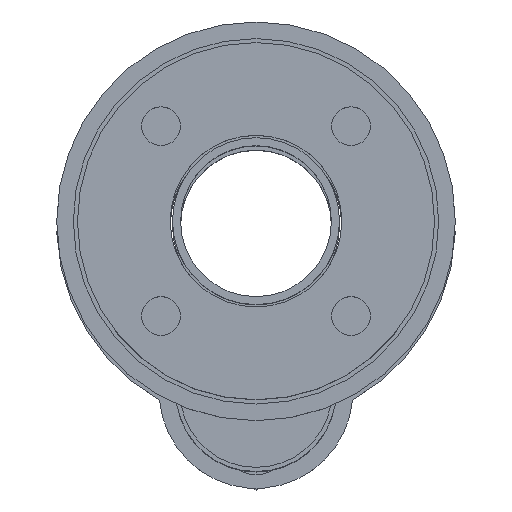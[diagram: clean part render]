
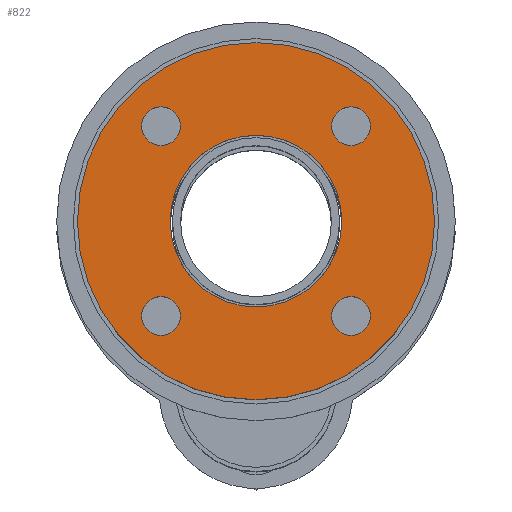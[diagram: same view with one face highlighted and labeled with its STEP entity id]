
A CAD part, top view. The second image highlights one B-rep face of the part: STEP entity #822.
In plain terms, the highlighted planar face has unit normal (0, 0, 1).
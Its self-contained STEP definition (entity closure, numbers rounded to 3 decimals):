
#104=PLANE('',#926);
#158=FACE_BOUND('',#299,.T.);
#159=FACE_BOUND('',#300,.T.);
#160=FACE_BOUND('',#301,.T.);
#161=FACE_BOUND('',#302,.T.);
#162=FACE_BOUND('',#303,.T.);
#208=FACE_OUTER_BOUND('',#298,.T.);
#298=EDGE_LOOP('',(#642));
#299=EDGE_LOOP('',(#643));
#300=EDGE_LOOP('',(#644));
#301=EDGE_LOOP('',(#645));
#302=EDGE_LOOP('',(#646));
#303=EDGE_LOOP('',(#647));
#384=CIRCLE('',#909,31.);
#386=CIRCLE('',#912,7.);
#388=CIRCLE('',#915,7.);
#390=CIRCLE('',#918,7.);
#392=CIRCLE('',#921,7.);
#394=CIRCLE('',#924,64.5);
#444=VERTEX_POINT('',#1322);
#446=VERTEX_POINT('',#1327);
#448=VERTEX_POINT('',#1332);
#450=VERTEX_POINT('',#1337);
#452=VERTEX_POINT('',#1342);
#454=VERTEX_POINT('',#1347);
#520=EDGE_CURVE('',#444,#444,#384,.T.);
#522=EDGE_CURVE('',#446,#446,#386,.T.);
#524=EDGE_CURVE('',#448,#448,#388,.T.);
#526=EDGE_CURVE('',#450,#450,#390,.T.);
#528=EDGE_CURVE('',#452,#452,#392,.T.);
#530=EDGE_CURVE('',#454,#454,#394,.T.);
#642=ORIENTED_EDGE('',*,*,#530,.F.);
#643=ORIENTED_EDGE('',*,*,#520,.T.);
#644=ORIENTED_EDGE('',*,*,#522,.T.);
#645=ORIENTED_EDGE('',*,*,#524,.T.);
#646=ORIENTED_EDGE('',*,*,#526,.T.);
#647=ORIENTED_EDGE('',*,*,#528,.T.);
#822=ADVANCED_FACE('',(#208,#158,#159,#160,#161,#162),#104,.F.);
#909=AXIS2_PLACEMENT_3D('',#1323,#1068,#1069);
#912=AXIS2_PLACEMENT_3D('',#1328,#1074,#1075);
#915=AXIS2_PLACEMENT_3D('',#1333,#1080,#1081);
#918=AXIS2_PLACEMENT_3D('',#1338,#1086,#1087);
#921=AXIS2_PLACEMENT_3D('',#1343,#1092,#1093);
#924=AXIS2_PLACEMENT_3D('',#1348,#1098,#1099);
#926=AXIS2_PLACEMENT_3D('',#1351,#1102,#1103);
#1068=DIRECTION('center_axis',(0.,0.,-1.));
#1069=DIRECTION('ref_axis',(-1.,0.,0.));
#1074=DIRECTION('center_axis',(0.,0.,-1.));
#1075=DIRECTION('ref_axis',(-1.,0.,0.));
#1080=DIRECTION('center_axis',(0.,0.,-1.));
#1081=DIRECTION('ref_axis',(-1.,0.,0.));
#1086=DIRECTION('center_axis',(0.,0.,-1.));
#1087=DIRECTION('ref_axis',(-1.,0.,0.));
#1092=DIRECTION('center_axis',(0.,0.,-1.));
#1093=DIRECTION('ref_axis',(-1.,0.,0.));
#1098=DIRECTION('center_axis',(0.,0.,-1.));
#1099=DIRECTION('ref_axis',(-1.,0.,0.));
#1102=DIRECTION('center_axis',(0.,0.,-1.));
#1103=DIRECTION('ref_axis',(-1.,0.,0.));
#1322=CARTESIAN_POINT('',(31.,0.,938.));
#1323=CARTESIAN_POINT('Origin',(0.,0.,938.));
#1327=CARTESIAN_POINT('',(-27.295,34.295,938.));
#1328=CARTESIAN_POINT('Origin',(-34.295,34.295,938.));
#1332=CARTESIAN_POINT('',(-27.295,-34.295,938.));
#1333=CARTESIAN_POINT('Origin',(-34.295,-34.295,938.));
#1337=CARTESIAN_POINT('',(41.295,-34.295,938.));
#1338=CARTESIAN_POINT('Origin',(34.295,-34.295,938.));
#1342=CARTESIAN_POINT('',(41.295,34.295,938.));
#1343=CARTESIAN_POINT('Origin',(34.295,34.295,938.));
#1347=CARTESIAN_POINT('',(64.5,0.,938.));
#1348=CARTESIAN_POINT('Origin',(0.,0.,938.));
#1351=CARTESIAN_POINT('Origin',(0.,0.,938.));
